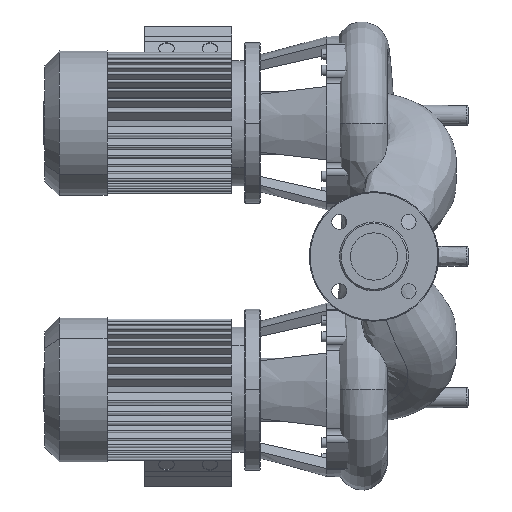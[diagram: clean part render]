
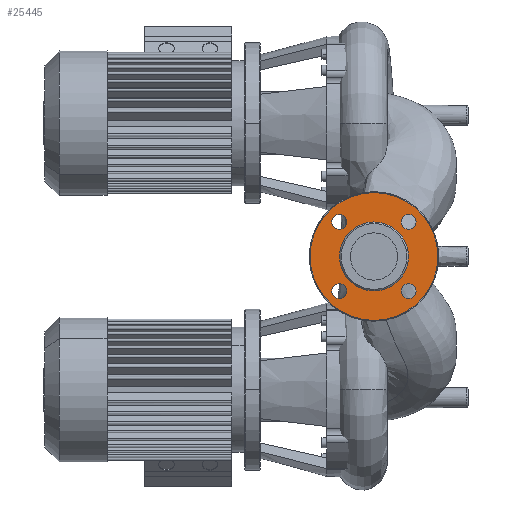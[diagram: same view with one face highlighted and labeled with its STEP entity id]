
A CAD part, left-side view. The second image highlights one B-rep face of the part: STEP entity #25445.
In plain terms, the highlighted free-form (B-spline) face has degree [1, 1] with [2, 2] control points.
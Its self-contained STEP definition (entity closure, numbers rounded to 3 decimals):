
#24824=CARTESIAN_POINT('',(2.,0.,-81.5));
#24825=VERTEX_POINT('',#24824);
#24841=CARTESIAN_POINT('',(2.,0.,81.5));
#24842=VERTEX_POINT('',#24841);
#24850=CARTESIAN_POINT('',(2.,-81.5,0.0));
#24851=VERTEX_POINT('',#24850);
#24852=CARTESIAN_POINT('',(2.,0.,0.0));
#24853=DIRECTION('',(-1.0,0.0,0.0));
#24854=DIRECTION('',(0.0,-1.0,0.0));
#24855=AXIS2_PLACEMENT_3D('',#24852,#24853,#24854);
#24856=CIRCLE('',#24855,81.5);
#24857=EDGE_CURVE('',#24851,#24842,#24856,.T.);
#24859=CARTESIAN_POINT('',(2.,0.,0.0));
#24860=DIRECTION('',(-1.0,0.0,0.0));
#24861=DIRECTION('',(0.0,-1.0,0.0));
#24862=AXIS2_PLACEMENT_3D('',#24859,#24860,#24861);
#24863=CIRCLE('',#24862,81.5);
#24864=EDGE_CURVE('',#24825,#24851,#24863,.T.);
#24895=CARTESIAN_POINT('',(2.,-44.,0.0));
#24896=VERTEX_POINT('',#24895);
#24905=CARTESIAN_POINT('',(2.,44.,0.));
#24906=VERTEX_POINT('',#24905);
#24907=CARTESIAN_POINT('',(2.,0.,0.0));
#24908=DIRECTION('',(-1.0,0.0,0.0));
#24909=DIRECTION('',(0.0,-1.0,0.0));
#24910=AXIS2_PLACEMENT_3D('',#24907,#24908,#24909);
#24911=CIRCLE('',#24910,44.);
#24912=EDGE_CURVE('',#24896,#24906,#24911,.T.);
#24958=CARTESIAN_POINT('',(2.,-44.194,34.694));
#24959=VERTEX_POINT('',#24958);
#24968=CARTESIAN_POINT('',(2.,-44.194,53.694));
#24969=VERTEX_POINT('',#24968);
#24970=CARTESIAN_POINT('',(2.,-44.194,44.194));
#24971=DIRECTION('',(-1.0,0.0,0.0));
#24972=DIRECTION('',(0.0,0.0,-1.0));
#24973=AXIS2_PLACEMENT_3D('',#24970,#24971,#24972);
#24974=CIRCLE('',#24973,9.5);
#24975=EDGE_CURVE('',#24959,#24969,#24974,.T.);
#25021=CARTESIAN_POINT('',(2.,34.694,44.194));
#25022=VERTEX_POINT('',#25021);
#25031=CARTESIAN_POINT('',(2.,53.694,44.194));
#25032=VERTEX_POINT('',#25031);
#25033=CARTESIAN_POINT('',(2.,44.194,44.194));
#25034=DIRECTION('',(-1.0,0.0,0.0));
#25035=DIRECTION('',(0.0,-1.0,0.0));
#25036=AXIS2_PLACEMENT_3D('',#25033,#25034,#25035);
#25037=CIRCLE('',#25036,9.5);
#25038=EDGE_CURVE('',#25022,#25032,#25037,.T.);
#25084=CARTESIAN_POINT('',(2.,44.194,-34.694));
#25085=VERTEX_POINT('',#25084);
#25094=CARTESIAN_POINT('',(2.,44.194,-53.694));
#25095=VERTEX_POINT('',#25094);
#25096=CARTESIAN_POINT('',(2.,44.194,-44.194));
#25097=DIRECTION('',(-1.0,0.0,0.0));
#25098=DIRECTION('',(0.0,0.0,1.0));
#25099=AXIS2_PLACEMENT_3D('',#25096,#25097,#25098);
#25100=CIRCLE('',#25099,9.5);
#25101=EDGE_CURVE('',#25085,#25095,#25100,.T.);
#25147=CARTESIAN_POINT('',(2.,-34.694,-44.194));
#25148=VERTEX_POINT('',#25147);
#25157=CARTESIAN_POINT('',(2.,-53.694,-44.194));
#25158=VERTEX_POINT('',#25157);
#25159=CARTESIAN_POINT('',(2.,-44.194,-44.194));
#25160=DIRECTION('',(-1.0,0.0,0.0));
#25161=DIRECTION('',(0.0,1.0,0.0));
#25162=AXIS2_PLACEMENT_3D('',#25159,#25160,#25161);
#25163=CIRCLE('',#25162,9.5);
#25164=EDGE_CURVE('',#25148,#25158,#25163,.T.);
#25219=CARTESIAN_POINT('',(2.,-44.194,-44.194));
#25220=DIRECTION('',(-1.0,0.0,0.0));
#25221=DIRECTION('',(0.0,1.0,0.0));
#25222=AXIS2_PLACEMENT_3D('',#25219,#25220,#25221);
#25223=CIRCLE('',#25222,9.5);
#25224=EDGE_CURVE('',#25158,#25148,#25223,.T.);
#25264=CARTESIAN_POINT('',(2.,44.194,-44.194));
#25265=DIRECTION('',(-1.0,0.0,0.0));
#25266=DIRECTION('',(0.0,0.0,1.0));
#25267=AXIS2_PLACEMENT_3D('',#25264,#25265,#25266);
#25268=CIRCLE('',#25267,9.5);
#25269=EDGE_CURVE('',#25095,#25085,#25268,.T.);
#25309=CARTESIAN_POINT('',(2.,44.194,44.194));
#25310=DIRECTION('',(-1.0,0.0,0.0));
#25311=DIRECTION('',(0.0,-1.0,0.0));
#25312=AXIS2_PLACEMENT_3D('',#25309,#25310,#25311);
#25313=CIRCLE('',#25312,9.5);
#25314=EDGE_CURVE('',#25032,#25022,#25313,.T.);
#25354=CARTESIAN_POINT('',(2.,-44.194,44.194));
#25355=DIRECTION('',(-1.0,0.0,0.0));
#25356=DIRECTION('',(0.0,0.0,-1.0));
#25357=AXIS2_PLACEMENT_3D('',#25354,#25355,#25356);
#25358=CIRCLE('',#25357,9.5);
#25359=EDGE_CURVE('',#24969,#24959,#25358,.T.);
#25399=CARTESIAN_POINT('',(2.,0.,0.0));
#25400=DIRECTION('',(-1.0,0.0,0.0));
#25401=DIRECTION('',(0.0,-1.0,0.0));
#25402=AXIS2_PLACEMENT_3D('',#25399,#25400,#25401);
#25403=CIRCLE('',#25402,44.);
#25404=EDGE_CURVE('',#24906,#24896,#25403,.T.);
#25409=CARTESIAN_POINT('',(2.,-81.5,-81.5));
#25410=CARTESIAN_POINT('',(2.,-81.5,81.5));
#25411=CARTESIAN_POINT('',(2.,81.5,-81.5));
#25412=CARTESIAN_POINT('',(2.,81.5,81.5));
#25413=B_SPLINE_SURFACE_WITH_KNOTS('',1,1,((#25409,#25411),(#25410,#25412)),.UNSPECIFIED.,.F.,.F.,.U.,(2,2),(2,2),(0.0,163.),(0.0,163.),.UNSPECIFIED.);
#25414=ORIENTED_EDGE('',*,*,#24857,.T.);
#25415=CARTESIAN_POINT('',(2.,0.,0.0));
#25416=DIRECTION('',(-1.0,0.0,0.0));
#25417=DIRECTION('',(0.0,-1.0,0.0));
#25418=AXIS2_PLACEMENT_3D('',#25415,#25416,#25417);
#25419=CIRCLE('',#25418,81.5);
#25420=EDGE_CURVE('',#24842,#24825,#25419,.T.);
#25421=ORIENTED_EDGE('',*,*,#25420,.T.);
#25422=ORIENTED_EDGE('',*,*,#24864,.T.);
#25423=EDGE_LOOP('',(#25414,#25421,#25422));
#25424=FACE_OUTER_BOUND('',#25423,.T.);
#25425=ORIENTED_EDGE('',*,*,#25224,.F.);
#25426=ORIENTED_EDGE('',*,*,#25164,.F.);
#25427=EDGE_LOOP('',(#25425,#25426));
#25428=FACE_BOUND('',#25427,.T.);
#25429=ORIENTED_EDGE('',*,*,#25269,.F.);
#25430=ORIENTED_EDGE('',*,*,#25101,.F.);
#25431=EDGE_LOOP('',(#25429,#25430));
#25432=FACE_BOUND('',#25431,.T.);
#25433=ORIENTED_EDGE('',*,*,#25314,.F.);
#25434=ORIENTED_EDGE('',*,*,#25038,.F.);
#25435=EDGE_LOOP('',(#25433,#25434));
#25436=FACE_BOUND('',#25435,.T.);
#25437=ORIENTED_EDGE('',*,*,#25359,.F.);
#25438=ORIENTED_EDGE('',*,*,#24975,.F.);
#25439=EDGE_LOOP('',(#25437,#25438));
#25440=FACE_BOUND('',#25439,.T.);
#25441=ORIENTED_EDGE('',*,*,#24912,.F.);
#25442=ORIENTED_EDGE('',*,*,#25404,.F.);
#25443=EDGE_LOOP('',(#25441,#25442));
#25444=FACE_BOUND('',#25443,.T.);
#25445=ADVANCED_FACE('',(#25424,#25428,#25432,#25436,#25440,#25444),#25413,.T.);
